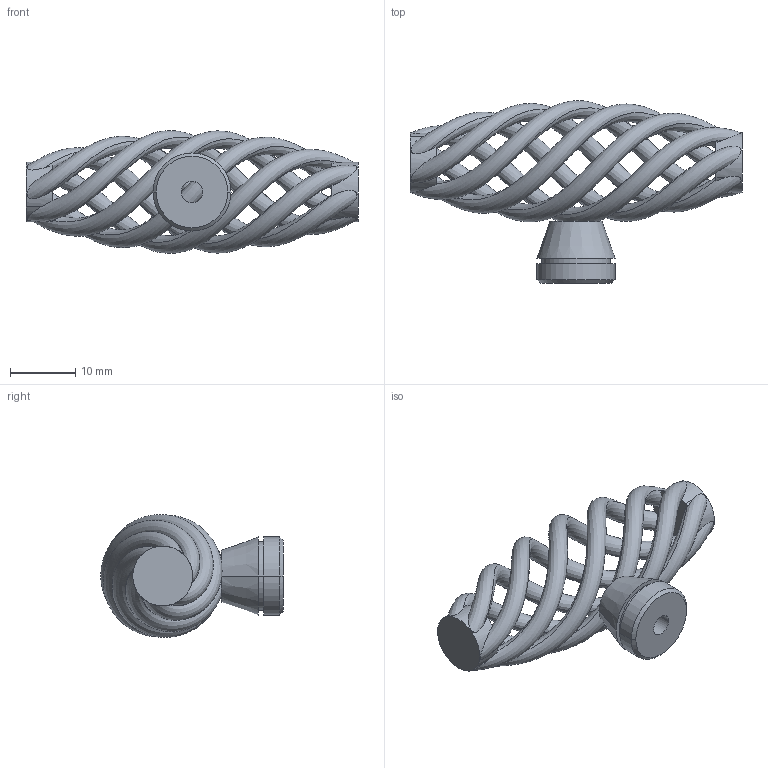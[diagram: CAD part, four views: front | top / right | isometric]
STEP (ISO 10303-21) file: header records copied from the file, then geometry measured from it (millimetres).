
FILE_DESCRIPTION(('Creo Elements/Direct Modeling STEP Export'),'2;1');
FILE_NAME('1268-51.stp','2019-10-31T15:07:11',(''),(''),'Creo Elements/Direct Modeling STEP processor for AP214 (Solid Model)','Creo Elements/Direct Modeling 20.0 12-Nov-2016 (C) Parametric Technology GmbH','');
FILE_SCHEMA(('AUTOMOTIVE_DESIGN { 1 0 10303 214 1 1 1 1 }'));
Products named in the file (1): 1268-51
Bounding box: 51 x 28.01 x 18.86 mm (x, y, z)
Volume: 3517.4 mm3; surface area: 4158.7 mm2
Topology: 1 solids, 1 shells, 36 faces, 127 edges, 84 vertices
Faces by surface type: cylinder 12, bspline 12, plane 8, cone 4
Entity records: 58024 total; most frequent: CARTESIAN_POINT 57076, ORIENTED_EDGE 254, EDGE_CURVE 127, DIRECTION 94, VERTEX_POINT 84, B_SPLINE_CURVE_WITH_KNOTS 61, SURFACE_CURVE 61, EDGE_LOOP 41
